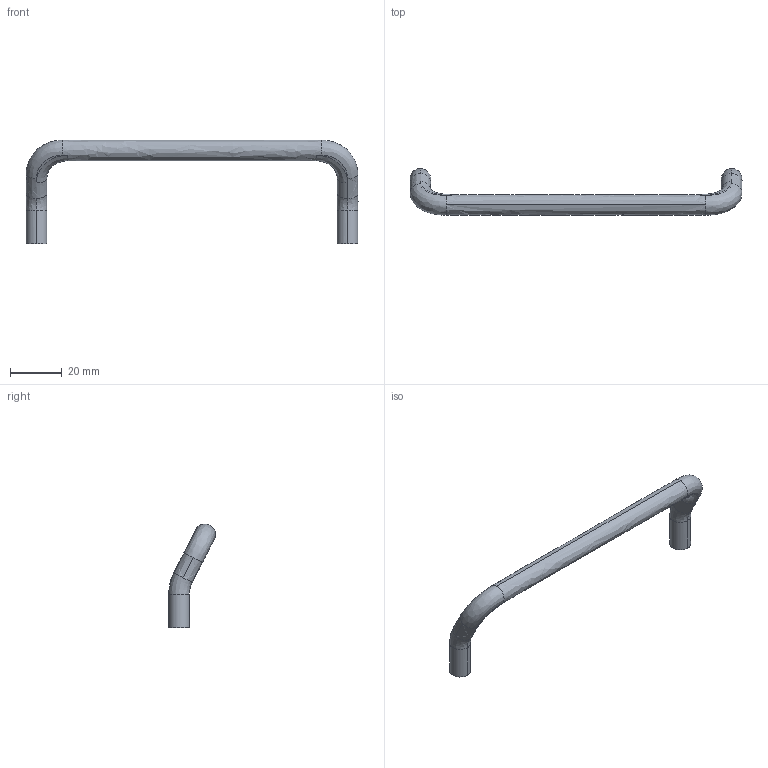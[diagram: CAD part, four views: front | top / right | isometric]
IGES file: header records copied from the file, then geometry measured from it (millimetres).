
Start section: ------------------------------------------------------------------------
Global section: file name: PC50.1864.THA_32_4_8187.igs; native system: spGate; preprocessor: ver17.5.2; author: Unknown; organization: Unknown; date: 210906.115946; units: millimetre
Bounding box: 128 x 18 x 40 mm (x, y, z)
Volume: 9185.7 mm3; surface area: 5161.5 mm2
Topology: 1 solids, 1 shells, 30 faces, 74 edges, 48 vertices
Faces by surface type: bspline 30
